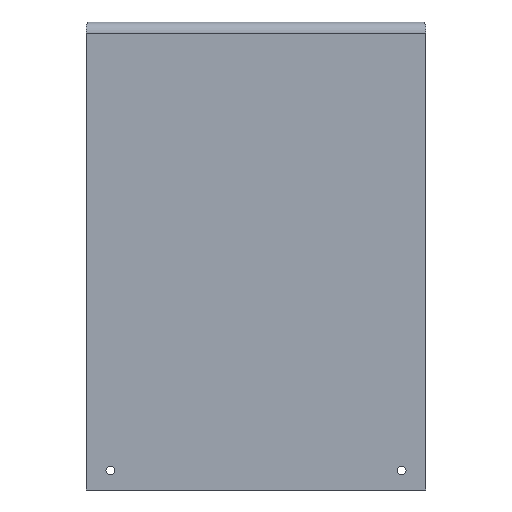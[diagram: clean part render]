
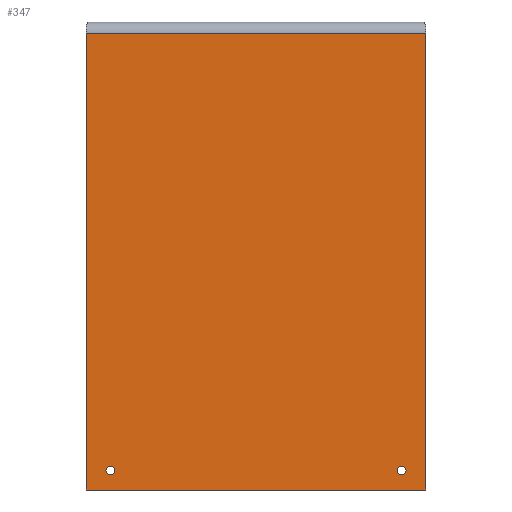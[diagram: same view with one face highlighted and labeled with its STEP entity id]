
A CAD part, front view. The second image highlights one B-rep face of the part: STEP entity #347.
In plain terms, the highlighted planar face has unit normal (0, -1, 0).
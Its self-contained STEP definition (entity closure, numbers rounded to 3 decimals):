
#225 = VERTEX_POINT('',#226);
#226 = CARTESIAN_POINT('',(-87.399,-213.,235.));
#233 = EDGE_CURVE('',#225,#234,#236,.T.);
#234 = VERTEX_POINT('',#235);
#235 = CARTESIAN_POINT('',(87.399,-213.,235.));
#236 = LINE('',#237,#238);
#237 = CARTESIAN_POINT('',(-87.399,-213.,235.));
#238 = VECTOR('',#239,1.);
#239 = DIRECTION('',(1.,0.,0.));
#347 = ADVANCED_FACE('',(#348,#373,#384),#395,.F.);
#348 = FACE_BOUND('',#349,.F.);
#349 = EDGE_LOOP('',(#350,#351,#359,#367));
#350 = ORIENTED_EDGE('',*,*,#233,.T.);
#351 = ORIENTED_EDGE('',*,*,#352,.T.);
#352 = EDGE_CURVE('',#234,#353,#355,.T.);
#353 = VERTEX_POINT('',#354);
#354 = CARTESIAN_POINT('',(87.399,-213.,0.));
#355 = LINE('',#356,#357);
#356 = CARTESIAN_POINT('',(87.399,-213.,239.));
#357 = VECTOR('',#358,1.);
#358 = DIRECTION('',(0.,0.,-1.));
#359 = ORIENTED_EDGE('',*,*,#360,.F.);
#360 = EDGE_CURVE('',#361,#353,#363,.T.);
#361 = VERTEX_POINT('',#362);
#362 = CARTESIAN_POINT('',(-87.399,-213.,0.));
#363 = LINE('',#364,#365);
#364 = CARTESIAN_POINT('',(-87.399,-213.,0.));
#365 = VECTOR('',#366,1.);
#366 = DIRECTION('',(1.,0.,0.));
#367 = ORIENTED_EDGE('',*,*,#368,.F.);
#368 = EDGE_CURVE('',#225,#361,#369,.T.);
#369 = LINE('',#370,#371);
#370 = CARTESIAN_POINT('',(-87.399,-213.,239.));
#371 = VECTOR('',#372,1.);
#372 = DIRECTION('',(0.,0.,-1.));
#373 = FACE_BOUND('',#374,.F.);
#374 = EDGE_LOOP('',(#375));
#375 = ORIENTED_EDGE('',*,*,#376,.T.);
#376 = EDGE_CURVE('',#377,#377,#379,.T.);
#377 = VERTEX_POINT('',#378);
#378 = CARTESIAN_POINT('',(77.25,-213.,10.));
#379 = CIRCLE('',#380,2.25);
#380 = AXIS2_PLACEMENT_3D('',#381,#382,#383);
#381 = CARTESIAN_POINT('',(75.,-213.,10.));
#382 = DIRECTION('',(0.,-1.,0.));
#383 = DIRECTION('',(1.,0.,0.));
#384 = FACE_BOUND('',#385,.F.);
#385 = EDGE_LOOP('',(#386));
#386 = ORIENTED_EDGE('',*,*,#387,.T.);
#387 = EDGE_CURVE('',#388,#388,#390,.T.);
#388 = VERTEX_POINT('',#389);
#389 = CARTESIAN_POINT('',(-72.75,-213.,10.));
#390 = CIRCLE('',#391,2.25);
#391 = AXIS2_PLACEMENT_3D('',#392,#393,#394);
#392 = CARTESIAN_POINT('',(-75.,-213.,10.));
#393 = DIRECTION('',(0.,-1.,0.));
#394 = DIRECTION('',(1.,0.,0.));
#395 = PLANE('',#396);
#396 = AXIS2_PLACEMENT_3D('',#397,#398,#399);
#397 = CARTESIAN_POINT('',(-87.399,-213.,235.));
#398 = DIRECTION('',(0.,1.,0.));
#399 = DIRECTION('',(0.,0.,-1.));
